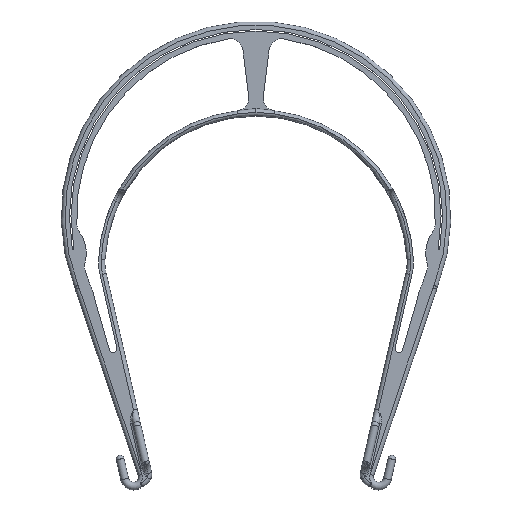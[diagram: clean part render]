
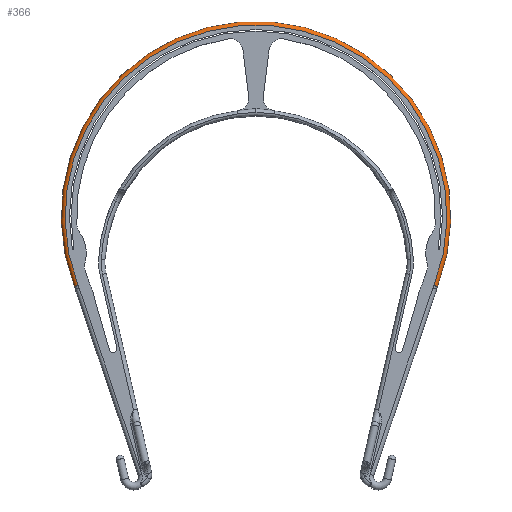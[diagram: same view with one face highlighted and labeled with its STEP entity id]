
A CAD part, top view. The second image highlights one B-rep face of the part: STEP entity #366.
In plain terms, the highlighted toroidal (fillet/blend) face has major radius 74.5 mm and minor radius 1.5 mm.
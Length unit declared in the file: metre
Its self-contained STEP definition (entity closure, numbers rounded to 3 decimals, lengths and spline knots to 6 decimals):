
#366 = ADVANCED_FACE( '', ( #771 ), #772, .T. );
#771 = FACE_OUTER_BOUND( '', #2188, .T. );
#772 = TOROIDAL_SURFACE( '', #2189, 0.0745, 0.0015 );
#2188 = EDGE_LOOP( '', ( #3440, #3441, #3442, #3443 ) );
#2189 = AXIS2_PLACEMENT_3D( '', #3444, #3445, #3446 );
#3440 = ORIENTED_EDGE( '', *, *, #4119, .T. );
#3441 = ORIENTED_EDGE( '', *, *, #4028, .F. );
#3442 = ORIENTED_EDGE( '', *, *, #4210, .F. );
#3443 = ORIENTED_EDGE( '', *, *, #4273, .F. );
#3444 = CARTESIAN_POINT( '', ( 0., 0.02, 0.0045 ) );
#3445 = DIRECTION( '', ( 0., 0., 1. ) );
#3446 = DIRECTION( '', ( 1., 0., 0. ) );
#4028 = EDGE_CURVE( '', #4639, #4641, #4642, .T. );
#4119 = EDGE_CURVE( '', #4781, #4641, #4782, .T. );
#4210 = EDGE_CURVE( '', #4362, #4639, #4903, .T. );
#4273 = EDGE_CURVE( '', #4781, #4362, #4978, .F. );
#4362 = VERTEX_POINT( '', #5071 );
#4639 = VERTEX_POINT( '', #5763 );
#4641 = VERTEX_POINT( '', #5765 );
#4642 = CIRCLE( '', #5766, 0.0745 );
#4781 = VERTEX_POINT( '', #6193 );
#4782 = CIRCLE( '', #6194, 0.0015 );
#4903 = CIRCLE( '', #6387, 0.0015 );
#4978 = CIRCLE( '', #6511, 0.076 );
#5071 = CARTESIAN_POINT( '', ( 0.070812, -0.007598, 0.0045 ) );
#5763 = CARTESIAN_POINT( '', ( 0.069415, -0.007053, 0.006 ) );
#5765 = CARTESIAN_POINT( '', ( -0.069415, -0.007053, 0.006 ) );
#5766 = AXIS2_PLACEMENT_3D( '', #6868, #6869, #6870 );
#6193 = CARTESIAN_POINT( '', ( -0.070812, -0.007598, 0.0045 ) );
#6194 = AXIS2_PLACEMENT_3D( '', #6998, #6999, #7000 );
#6387 = AXIS2_PLACEMENT_3D( '', #7116, #7117, #7118 );
#6511 = AXIS2_PLACEMENT_3D( '', #7204, #7205, #7206 );
#6868 = CARTESIAN_POINT( '', ( 0., 0.02, 0.006 ) );
#6869 = DIRECTION( '', ( 0., 0., 1. ) );
#6870 = DIRECTION( '', ( 1., 0., 0. ) );
#6998 = CARTESIAN_POINT( '', ( -0.069415, -0.007053, 0.0045 ) );
#6999 = DIRECTION( '', ( -0.363, 0.932, 0. ) );
#7000 = DIRECTION( '', ( -0.932, -0.363, 0. ) );
#7116 = CARTESIAN_POINT( '', ( 0.069415, -0.007053, 0.0045 ) );
#7117 = DIRECTION( '', ( -0.363, -0.932, 0. ) );
#7118 = DIRECTION( '', ( 0.932, -0.363, 0. ) );
#7204 = CARTESIAN_POINT( '', ( 0., 0.02, 0.0045 ) );
#7205 = DIRECTION( '', ( 0., 0., 1. ) );
#7206 = DIRECTION( '', ( 1., 0., 0. ) );
